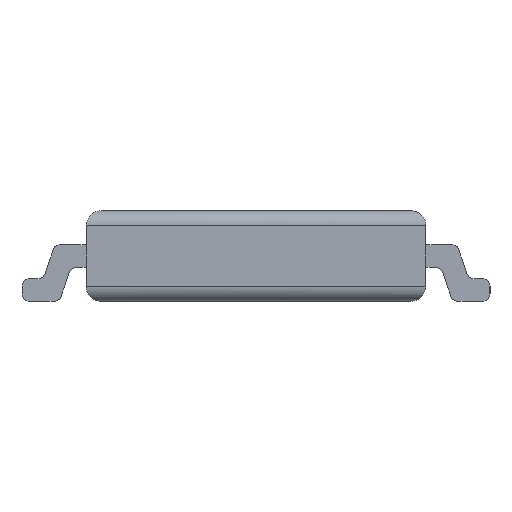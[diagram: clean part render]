
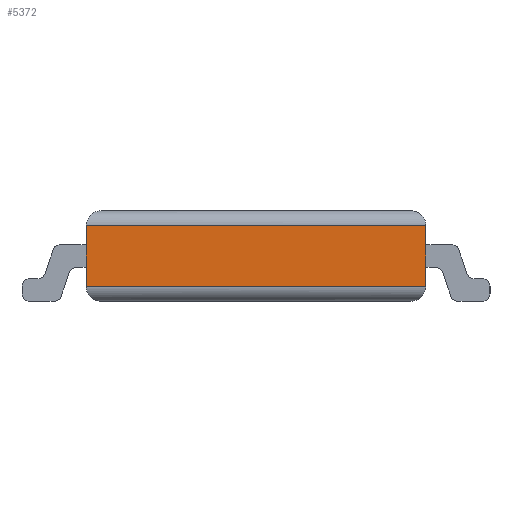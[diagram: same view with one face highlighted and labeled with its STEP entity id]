
A CAD part, left-side view. The second image highlights one B-rep face of the part: STEP entity #5372.
In plain terms, the highlighted planar face has unit normal (-1, 0, 0).
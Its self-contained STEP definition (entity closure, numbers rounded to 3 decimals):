
#109 = DIRECTION ( 'NONE',  ( 0., 1., 0. ) ) ;
#912 = CARTESIAN_POINT ( 'NONE',  ( -4.8, 2.25, 0.2 ) ) ;
#1031 = DIRECTION ( 'NONE',  ( 0., 0., -1. ) ) ;
#1134 = CARTESIAN_POINT ( 'NONE',  ( -4.8, -2.25, 0.2 ) ) ;
#1197 = CARTESIAN_POINT ( 'NONE',  ( -4.8, 2.25, 1.2 ) ) ;
#1491 = VERTEX_POINT ( 'NONE', #13413 ) ;
#2136 = LINE ( 'NONE', #5116, #15852 ) ;
#2883 = DIRECTION ( 'NONE',  ( 1., 0., 0. ) ) ;
#5025 = DIRECTION ( 'NONE',  ( 0., 0., -1. ) ) ;
#5116 = CARTESIAN_POINT ( 'NONE',  ( -4.8, 2.25, 1. ) ) ;
#5372 = ADVANCED_FACE ( 'NONE', ( #10240 ), #6357, .F. ) ;
#5578 = VERTEX_POINT ( 'NONE', #1134 ) ;
#5603 = CARTESIAN_POINT ( 'NONE',  ( -4.8, 2.25, 1. ) ) ;
#6357 = PLANE ( 'NONE',  #6409 ) ;
#6409 = AXIS2_PLACEMENT_3D ( 'NONE', #1197, #2883, #13155 ) ;
#7419 = EDGE_CURVE ( 'NONE', #1491, #5578, #14213, .T. ) ;
#7751 = EDGE_CURVE ( 'NONE', #17713, #5578, #17370, .T. ) ;
#8679 = VERTEX_POINT ( 'NONE', #5603 ) ;
#9226 = VECTOR ( 'NONE', #5025, 1000. ) ;
#9949 = ORIENTED_EDGE ( 'NONE', *, *, #19049, .T. ) ;
#10240 = FACE_OUTER_BOUND ( 'NONE', #11818, .T. ) ;
#10788 = VECTOR ( 'NONE', #16926, 1000. ) ;
#11818 = EDGE_LOOP ( 'NONE', ( #11977, #9949, #20115, #14178 ) ) ;
#11977 = ORIENTED_EDGE ( 'NONE', *, *, #7419, .F. ) ;
#12774 = LINE ( 'NONE', #21209, #21696 ) ;
#13155 = DIRECTION ( 'NONE',  ( 0., 0., -1. ) ) ;
#13413 = CARTESIAN_POINT ( 'NONE',  ( -4.8, -2.25, 1. ) ) ;
#14178 = ORIENTED_EDGE ( 'NONE', *, *, #7751, .T. ) ;
#14213 = LINE ( 'NONE', #20048, #9226 ) ;
#15225 = CARTESIAN_POINT ( 'NONE',  ( -4.8, 2.25, 0.2 ) ) ;
#15852 = VECTOR ( 'NONE', #109, 1000. ) ;
#16926 = DIRECTION ( 'NONE',  ( 0., -1., 0. ) ) ;
#17370 = LINE ( 'NONE', #15225, #10788 ) ;
#17713 = VERTEX_POINT ( 'NONE', #912 ) ;
#18275 = EDGE_CURVE ( 'NONE', #8679, #17713, #12774, .T. ) ;
#19049 = EDGE_CURVE ( 'NONE', #1491, #8679, #2136, .T. ) ;
#20048 = CARTESIAN_POINT ( 'NONE',  ( -4.8, -2.25, 1.2 ) ) ;
#20115 = ORIENTED_EDGE ( 'NONE', *, *, #18275, .T. ) ;
#21209 = CARTESIAN_POINT ( 'NONE',  ( -4.8, 2.25, 1.2 ) ) ;
#21696 = VECTOR ( 'NONE', #1031, 1000. ) ;
